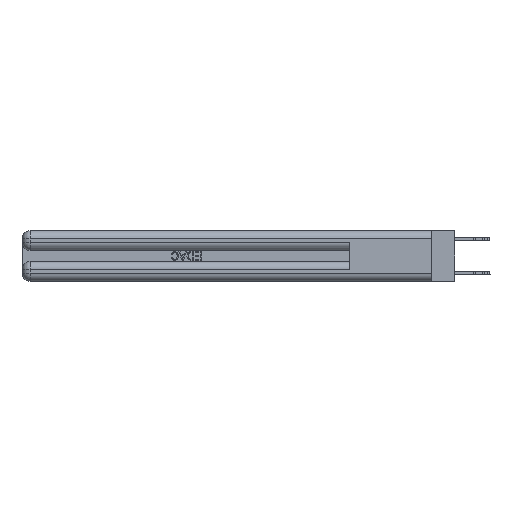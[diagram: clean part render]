
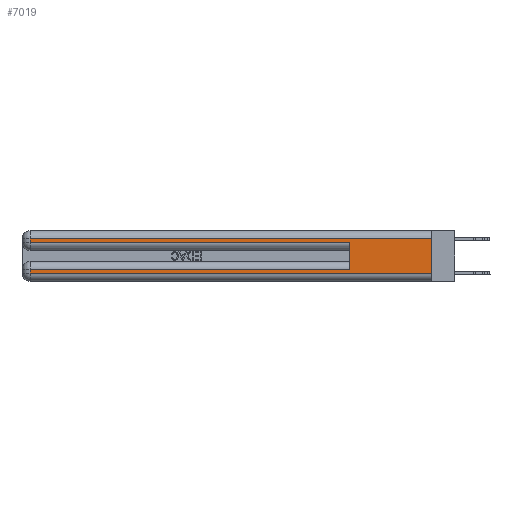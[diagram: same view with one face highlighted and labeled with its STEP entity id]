
A CAD part, left-side view. The second image highlights one B-rep face of the part: STEP entity #7019.
In plain terms, the highlighted planar face has unit normal (-1, 0, 0).
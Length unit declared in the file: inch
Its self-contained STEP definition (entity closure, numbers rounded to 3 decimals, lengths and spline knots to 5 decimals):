
#72 = ORIENTED_EDGE ( 'NONE', *, *, #27716, .T. ) ;
#2064 = VERTEX_POINT ( 'NONE', #10649 ) ;
#2849 = EDGE_CURVE ( 'NONE', #28511, #21187, #34948, .T. ) ;
#3306 = LINE ( 'NONE', #34345, #24050 ) ;
#4332 = CARTESIAN_POINT ( 'NONE',  ( 0., 0., 0.37 ) ) ;
#4397 = EDGE_CURVE ( 'NONE', #33463, #7602, #28088, .T. ) ;
#4671 = CARTESIAN_POINT ( 'NONE',  ( 0., 2.94, 0.37 ) ) ;
#5044 = LINE ( 'NONE', #4671, #28009 ) ;
#6868 = DIRECTION ( 'NONE',  ( 0., -1., 0. ) ) ;
#7019 = ADVANCED_FACE ( 'NONE', ( #18433 ), #29796, .F. ) ;
#7602 = VERTEX_POINT ( 'NONE', #33268 ) ;
#7805 = CARTESIAN_POINT ( 'NONE',  ( 0., 2.94, 0.37 ) ) ;
#8871 = DIRECTION ( 'NONE',  ( 0., 1., 0. ) ) ;
#9828 = CARTESIAN_POINT ( 'NONE',  ( 0., 0., 0.06 ) ) ;
#9986 = DIRECTION ( 'NONE',  ( 0., -1., 0. ) ) ;
#10400 = EDGE_LOOP ( 'NONE', ( #29980, #72, #23089, #20379, #19491, #21273, #30438, #12024 ) ) ;
#10649 = CARTESIAN_POINT ( 'NONE',  ( 0., 2.94, 0.085 ) ) ;
#11052 = VECTOR ( 'NONE', #11323, 39.37008 ) ;
#11323 = DIRECTION ( 'NONE',  ( 0., 1., 0. ) ) ;
#12024 = ORIENTED_EDGE ( 'NONE', *, *, #2849, .T. ) ;
#13550 = DIRECTION ( 'NONE',  ( 0., 0., -1. ) ) ;
#13766 = DIRECTION ( 'NONE',  ( 0., 0., 1. ) ) ;
#14168 = CARTESIAN_POINT ( 'NONE',  ( 0., 2.94, 0.31 ) ) ;
#15094 = VECTOR ( 'NONE', #6868, 39.37008 ) ;
#15474 = VERTEX_POINT ( 'NONE', #29648 ) ;
#15568 = CARTESIAN_POINT ( 'NONE',  ( 0., 0., 0.285 ) ) ;
#15653 = DIRECTION ( 'NONE',  ( 0., 0., -1. ) ) ;
#16943 = VECTOR ( 'NONE', #13766, 39.37008 ) ;
#18433 = FACE_OUTER_BOUND ( 'NONE', #10400, .T. ) ;
#18544 = VERTEX_POINT ( 'NONE', #26829 ) ;
#18985 = DIRECTION ( 'NONE',  ( 1., 0., 0. ) ) ;
#18996 = CARTESIAN_POINT ( 'NONE',  ( 0., 0.6, 0.085 ) ) ;
#19100 = CARTESIAN_POINT ( 'NONE',  ( 0., 0., 0.06 ) ) ;
#19293 = VECTOR ( 'NONE', #13550, 39.37008 ) ;
#19373 = AXIS2_PLACEMENT_3D ( 'NONE', #4332, #18985, #15653 ) ;
#19475 = EDGE_CURVE ( 'NONE', #18544, #21187, #25740, .T. ) ;
#19491 = ORIENTED_EDGE ( 'NONE', *, *, #4397, .F. ) ;
#19797 = VECTOR ( 'NONE', #25365, 39.37008 ) ;
#19880 = CARTESIAN_POINT ( 'NONE',  ( 0., 0.6, 0.145 ) ) ;
#20379 = ORIENTED_EDGE ( 'NONE', *, *, #26581, .T. ) ;
#21187 = VERTEX_POINT ( 'NONE', #19100 ) ;
#21273 = ORIENTED_EDGE ( 'NONE', *, *, #21320, .T. ) ;
#21320 = EDGE_CURVE ( 'NONE', #33463, #2064, #3306, .T. ) ;
#22116 = LINE ( 'NONE', #30677, #11052 ) ;
#22765 = CARTESIAN_POINT ( 'NONE',  ( 0., 0., 0.37 ) ) ;
#23089 = ORIENTED_EDGE ( 'NONE', *, *, #26383, .T. ) ;
#24050 = VECTOR ( 'NONE', #8871, 39.37008 ) ;
#24304 = LINE ( 'NONE', #15568, #34147 ) ;
#25365 = DIRECTION ( 'NONE',  ( 0., 0., -1. ) ) ;
#25740 = LINE ( 'NONE', #22765, #19797 ) ;
#26383 = EDGE_CURVE ( 'NONE', #35072, #15474, #33267, .T. ) ;
#26581 = EDGE_CURVE ( 'NONE', #15474, #7602, #24304, .T. ) ;
#26829 = CARTESIAN_POINT ( 'NONE',  ( 0., 0., 0.31 ) ) ;
#27716 = EDGE_CURVE ( 'NONE', #18544, #35072, #22116, .T. ) ;
#28009 = VECTOR ( 'NONE', #32931, 39.37008 ) ;
#28088 = LINE ( 'NONE', #19880, #16943 ) ;
#28511 = VERTEX_POINT ( 'NONE', #35981 ) ;
#29648 = CARTESIAN_POINT ( 'NONE',  ( 0., 2.94, 0.285 ) ) ;
#29796 = PLANE ( 'NONE',  #19373 ) ;
#29980 = ORIENTED_EDGE ( 'NONE', *, *, #19475, .F. ) ;
#30438 = ORIENTED_EDGE ( 'NONE', *, *, #36644, .T. ) ;
#30677 = CARTESIAN_POINT ( 'NONE',  ( 0., 0., 0.31 ) ) ;
#32931 = DIRECTION ( 'NONE',  ( 0., 0., -1. ) ) ;
#33268 = CARTESIAN_POINT ( 'NONE',  ( 0., 0.6, 0.285 ) ) ;
#33267 = LINE ( 'NONE', #7805, #19293 ) ;
#33463 = VERTEX_POINT ( 'NONE', #18996 ) ;
#34147 = VECTOR ( 'NONE', #9986, 39.37008 ) ;
#34345 = CARTESIAN_POINT ( 'NONE',  ( 0., 0., 0.085 ) ) ;
#34948 = LINE ( 'NONE', #9828, #15094 ) ;
#35072 = VERTEX_POINT ( 'NONE', #14168 ) ;
#35981 = CARTESIAN_POINT ( 'NONE',  ( 0., 2.94, 0.06 ) ) ;
#36644 = EDGE_CURVE ( 'NONE', #2064, #28511, #5044, .T. ) ;
